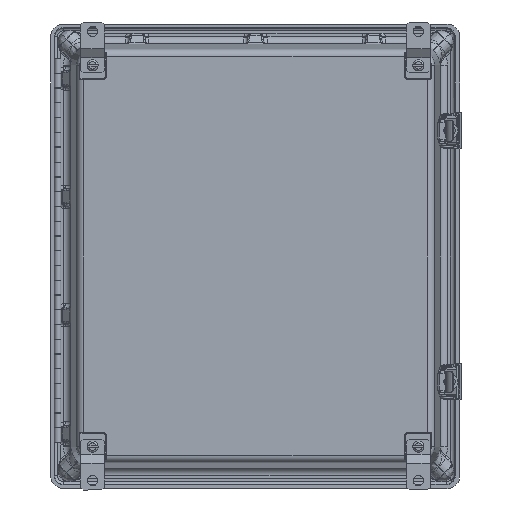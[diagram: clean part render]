
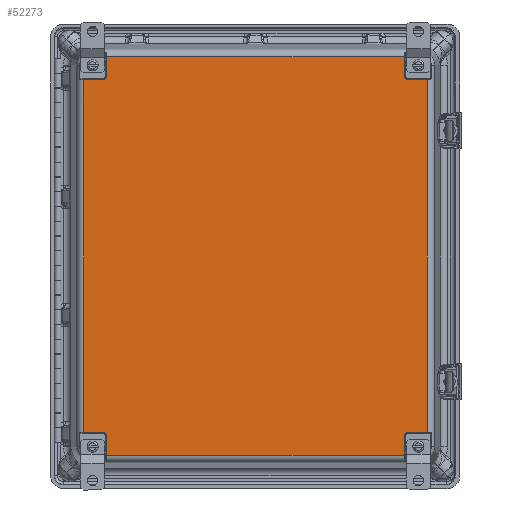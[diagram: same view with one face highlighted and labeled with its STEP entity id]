
A CAD part, front view. The second image highlights one B-rep face of the part: STEP entity #52273.
In plain terms, the highlighted planar face has unit normal (0, -1, 0).
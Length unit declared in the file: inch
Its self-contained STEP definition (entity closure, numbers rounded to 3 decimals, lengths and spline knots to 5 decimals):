
#731 = PLANE ( 'NONE',  #24927 ) ;
#751 = CARTESIAN_POINT ( 'NONE',  ( 5.51476, -6.12846, 6.74808 ) ) ;
#951 = CARTESIAN_POINT ( 'NONE',  ( -5.17118, -6.12846, 5.96999 ) ) ;
#1553 = ORIENTED_EDGE ( 'NONE', *, *, #7719, .T. ) ;
#2735 = DIRECTION ( 'NONE',  ( 0., 1., 0. ) ) ;
#3003 = DIRECTION ( 'NONE',  ( 0., 0., -1. ) ) ;
#3014 = VERTEX_POINT ( 'NONE', #53905 ) ;
#4220 = CARTESIAN_POINT ( 'NONE',  ( 5.17128, -6.12846, 5.96999 ) ) ;
#4325 = CARTESIAN_POINT ( 'NONE',  ( 5.17128, -6.12846, 5.96999 ) ) ;
#4330 = EDGE_CURVE ( 'NONE', #53900, #3014, #31550, .T. ) ;
#6024 = LINE ( 'NONE', #18995, #20122 ) ;
#6186 = VECTOR ( 'NONE', #54666, 39.37008 ) ;
#6390 = VECTOR ( 'NONE', #50547, 39.37008 ) ;
#7361 = LINE ( 'NONE', #52114, #48132 ) ;
#7648 = VERTEX_POINT ( 'NONE', #16209 ) ;
#7719 = EDGE_CURVE ( 'NONE', #38417, #39601, #17905, .T. ) ;
#9457 = EDGE_CURVE ( 'NONE', #42441, #56257, #59943, .T. ) ;
#9688 = DIRECTION ( 'NONE',  ( 0., 0., -1. ) ) ;
#11003 = ORIENTED_EDGE ( 'NONE', *, *, #53692, .T. ) ;
#12492 = VERTEX_POINT ( 'NONE', #951 ) ;
#13205 = VERTEX_POINT ( 'NONE', #60244 ) ;
#13744 = DIRECTION ( 'NONE',  ( 0., 0., -1. ) ) ;
#13937 = EDGE_CURVE ( 'NONE', #54137, #13205, #17742, .T. ) ;
#15069 = VERTEX_POINT ( 'NONE', #37888 ) ;
#15255 = LINE ( 'NONE', #44635, #40452 ) ;
#15520 = CIRCLE ( 'NONE', #46802, 0.13951 ) ;
#15601 = ORIENTED_EDGE ( 'NONE', *, *, #9457, .T. ) ;
#16209 = CARTESIAN_POINT ( 'NONE',  ( -5.03167, -6.12846, -6.74817 ) ) ;
#16258 = DIRECTION ( 'NONE',  ( 1., 0., 0. ) ) ;
#16782 = ORIENTED_EDGE ( 'NONE', *, *, #61096, .T. ) ;
#17312 = EDGE_CURVE ( 'NONE', #59351, #53900, #55277, .T. ) ;
#17632 = DIRECTION ( 'NONE',  ( 0., 0., 1. ) ) ;
#17742 = LINE ( 'NONE', #42801, #30336 ) ;
#17905 = CIRCLE ( 'NONE', #60689, 0.13951 ) ;
#18053 = DIRECTION ( 'NONE',  ( 0., 1., 0. ) ) ;
#18790 = LINE ( 'NONE', #54872, #6186 ) ;
#18995 = CARTESIAN_POINT ( 'NONE',  ( -5.80976, -6.12846, 5.96999 ) ) ;
#19233 = EDGE_CURVE ( 'NONE', #31145, #42441, #7361, .T. ) ;
#20122 = VECTOR ( 'NONE', #52173, 39.37008 ) ;
#20448 = VECTOR ( 'NONE', #56084, 39.37008 ) ;
#21317 = ORIENTED_EDGE ( 'NONE', *, *, #13937, .T. ) ;
#21507 = ORIENTED_EDGE ( 'NONE', *, *, #29672, .T. ) ;
#21881 = CARTESIAN_POINT ( 'NONE',  ( 5.17128, -6.12846, -5.97007 ) ) ;
#21972 = CARTESIAN_POINT ( 'NONE',  ( 5.03177, -6.12846, 6.74808 ) ) ;
#22048 = VECTOR ( 'NONE', #57452, 39.37008 ) ;
#22928 = DIRECTION ( 'NONE',  ( 1., 0., 0. ) ) ;
#22943 = CARTESIAN_POINT ( 'NONE',  ( -5.17118, -6.12846, -5.97007 ) ) ;
#23471 = CARTESIAN_POINT ( 'NONE',  ( -5.80976, -6.12846, -5.97007 ) ) ;
#23513 = CARTESIAN_POINT ( 'NONE',  ( 5.03177, -6.12846, -6.10958 ) ) ;
#23552 = LINE ( 'NONE', #751, #22048 ) ;
#23562 = CARTESIAN_POINT ( 'NONE',  ( 5.80986, -6.12846, 5.96999 ) ) ;
#23706 = DIRECTION ( 'NONE',  ( 0., 0., 1. ) ) ;
#23876 = EDGE_CURVE ( 'NONE', #24566, #38417, #18790, .T. ) ;
#24157 = CARTESIAN_POINT ( 'NONE',  ( 5.03177, -6.12846, -6.74817 ) ) ;
#24547 = DIRECTION ( 'NONE',  ( 0., 0., -1. ) ) ;
#24566 = VERTEX_POINT ( 'NONE', #24157 ) ;
#24927 = AXIS2_PLACEMENT_3D ( 'NONE', #43392, #52939, #24547 ) ;
#25314 = CARTESIAN_POINT ( 'NONE',  ( -5.03167, -6.12846, 6.74808 ) ) ;
#25370 = DIRECTION ( 'NONE',  ( 0., 1., 0. ) ) ;
#26534 = ORIENTED_EDGE ( 'NONE', *, *, #17312, .T. ) ;
#27081 = EDGE_CURVE ( 'NONE', #12492, #59351, #6024, .T. ) ;
#29672 = EDGE_CURVE ( 'NONE', #15069, #54137, #23552, .T. ) ;
#29835 = CIRCLE ( 'NONE', #30816, 0.13951 ) ;
#30139 = LINE ( 'NONE', #32567, #53832 ) ;
#30336 = VECTOR ( 'NONE', #9688, 39.37008 ) ;
#30816 = AXIS2_PLACEMENT_3D ( 'NONE', #46395, #18053, #51180 ) ;
#30923 = ORIENTED_EDGE ( 'NONE', *, *, #44977, .T. ) ;
#31101 = CARTESIAN_POINT ( 'NONE',  ( 5.17128, -6.12846, -6.10958 ) ) ;
#31145 = VERTEX_POINT ( 'NONE', #50817 ) ;
#31385 = DIRECTION ( 'NONE',  ( 0., 1., 0. ) ) ;
#31550 = LINE ( 'NONE', #22943, #20448 ) ;
#31697 = VECTOR ( 'NONE', #22928, 39.37008 ) ;
#32567 = CARTESIAN_POINT ( 'NONE',  ( -5.03167, -6.12846, -6.74817 ) ) ;
#33955 = ORIENTED_EDGE ( 'NONE', *, *, #49821, .T. ) ;
#34191 = ORIENTED_EDGE ( 'NONE', *, *, #4330, .T. ) ;
#34987 = EDGE_CURVE ( 'NONE', #13205, #12492, #29835, .T. ) ;
#35872 = DIRECTION ( 'NONE',  ( 0., 0., -1. ) ) ;
#36152 = ORIENTED_EDGE ( 'NONE', *, *, #34987, .T. ) ;
#36261 = VECTOR ( 'NONE', #51555, 39.37008 ) ;
#37252 = ORIENTED_EDGE ( 'NONE', *, *, #40035, .T. ) ;
#37888 = CARTESIAN_POINT ( 'NONE',  ( 5.03177, -6.12846, 6.74808 ) ) ;
#38417 = VERTEX_POINT ( 'NONE', #23513 ) ;
#39366 = ORIENTED_EDGE ( 'NONE', *, *, #27081, .T. ) ;
#39405 = VECTOR ( 'NONE', #17632, 39.37008 ) ;
#39601 = VERTEX_POINT ( 'NONE', #21881 ) ;
#40035 = EDGE_CURVE ( 'NONE', #7648, #24566, #15255, .T. ) ;
#40362 = ORIENTED_EDGE ( 'NONE', *, *, #23876, .T. ) ;
#40452 = VECTOR ( 'NONE', #16258, 39.37008 ) ;
#40752 = CARTESIAN_POINT ( 'NONE',  ( -5.80976, -6.12846, 5.96999 ) ) ;
#40882 = LINE ( 'NONE', #21972, #39405 ) ;
#42441 = VERTEX_POINT ( 'NONE', #23562 ) ;
#42527 = FACE_OUTER_BOUND ( 'NONE', #57108, .T. ) ;
#42789 = CIRCLE ( 'NONE', #47630, 0.13951 ) ;
#42801 = CARTESIAN_POINT ( 'NONE',  ( -5.03167, -6.12846, 6.1095 ) ) ;
#43392 = CARTESIAN_POINT ( 'NONE',  ( 5.51476, -6.12846, 6.45298 ) ) ;
#44460 = ORIENTED_EDGE ( 'NONE', *, *, #53080, .T. ) ;
#44635 = CARTESIAN_POINT ( 'NONE',  ( 5.51476, -6.12846, -6.74817 ) ) ;
#44977 = EDGE_CURVE ( 'NONE', #61351, #15069, #40882, .T. ) ;
#45785 = CARTESIAN_POINT ( 'NONE',  ( -5.80976, -6.12846, 6.45298 ) ) ;
#46395 = CARTESIAN_POINT ( 'NONE',  ( -5.17118, -6.12846, 6.1095 ) ) ;
#46802 = AXIS2_PLACEMENT_3D ( 'NONE', #53738, #25370, #58467 ) ;
#47630 = AXIS2_PLACEMENT_3D ( 'NONE', #59707, #31385, #3003 ) ;
#48132 = VECTOR ( 'NONE', #23706, 39.37008 ) ;
#49512 = CARTESIAN_POINT ( 'NONE',  ( -5.03167, -6.12846, -6.10958 ) ) ;
#49821 = EDGE_CURVE ( 'NONE', #51339, #7648, #30139, .T. ) ;
#50547 = DIRECTION ( 'NONE',  ( 0., 0., -1. ) ) ;
#50817 = CARTESIAN_POINT ( 'NONE',  ( 5.80986, -6.12846, -5.97007 ) ) ;
#51180 = DIRECTION ( 'NONE',  ( 0., 0., -1. ) ) ;
#51339 = VERTEX_POINT ( 'NONE', #49512 ) ;
#51352 = CARTESIAN_POINT ( 'NONE',  ( 5.80986, -6.12846, -5.97007 ) ) ;
#51555 = DIRECTION ( 'NONE',  ( -1., 0., 0. ) ) ;
#52114 = CARTESIAN_POINT ( 'NONE',  ( 5.80986, -6.12846, 6.45298 ) ) ;
#52173 = DIRECTION ( 'NONE',  ( -1., 0., 0. ) ) ;
#52273 = ADVANCED_FACE ( 'NONE', ( #42527 ), #731, .T. ) ;
#52939 = DIRECTION ( 'NONE',  ( 0., -1., 0. ) ) ;
#53080 = EDGE_CURVE ( 'NONE', #39601, #31145, #56902, .T. ) ;
#53692 = EDGE_CURVE ( 'NONE', #3014, #51339, #42789, .T. ) ;
#53738 = CARTESIAN_POINT ( 'NONE',  ( 5.17128, -6.12846, 6.1095 ) ) ;
#53832 = VECTOR ( 'NONE', #13744, 39.37008 ) ;
#53900 = VERTEX_POINT ( 'NONE', #23471 ) ;
#53905 = CARTESIAN_POINT ( 'NONE',  ( -5.17118, -6.12846, -5.97007 ) ) ;
#54137 = VERTEX_POINT ( 'NONE', #25314 ) ;
#54666 = DIRECTION ( 'NONE',  ( 0., 0., 1. ) ) ;
#54872 = CARTESIAN_POINT ( 'NONE',  ( 5.03177, -6.12846, -6.10958 ) ) ;
#55277 = LINE ( 'NONE', #45785, #6390 ) ;
#55769 = CARTESIAN_POINT ( 'NONE',  ( 5.03177, -6.12846, 6.1095 ) ) ;
#56084 = DIRECTION ( 'NONE',  ( 1., 0., 0. ) ) ;
#56257 = VERTEX_POINT ( 'NONE', #4220 ) ;
#56902 = LINE ( 'NONE', #51352, #31697 ) ;
#57108 = EDGE_LOOP ( 'NONE', ( #36152, #39366, #26534, #34191, #11003, #33955, #37252, #40362, #1553, #44460, #60752, #15601, #16782, #30923, #21507, #21317 ) ) ;
#57452 = DIRECTION ( 'NONE',  ( -1., 0., 0. ) ) ;
#58467 = DIRECTION ( 'NONE',  ( 0., 0., -1. ) ) ;
#59351 = VERTEX_POINT ( 'NONE', #40752 ) ;
#59707 = CARTESIAN_POINT ( 'NONE',  ( -5.17118, -6.12846, -6.10958 ) ) ;
#59943 = LINE ( 'NONE', #4325, #36261 ) ;
#60244 = CARTESIAN_POINT ( 'NONE',  ( -5.03167, -6.12846, 6.1095 ) ) ;
#60689 = AXIS2_PLACEMENT_3D ( 'NONE', #31101, #2735, #35872 ) ;
#60752 = ORIENTED_EDGE ( 'NONE', *, *, #19233, .T. ) ;
#61096 = EDGE_CURVE ( 'NONE', #56257, #61351, #15520, .T. ) ;
#61351 = VERTEX_POINT ( 'NONE', #55769 ) ;
